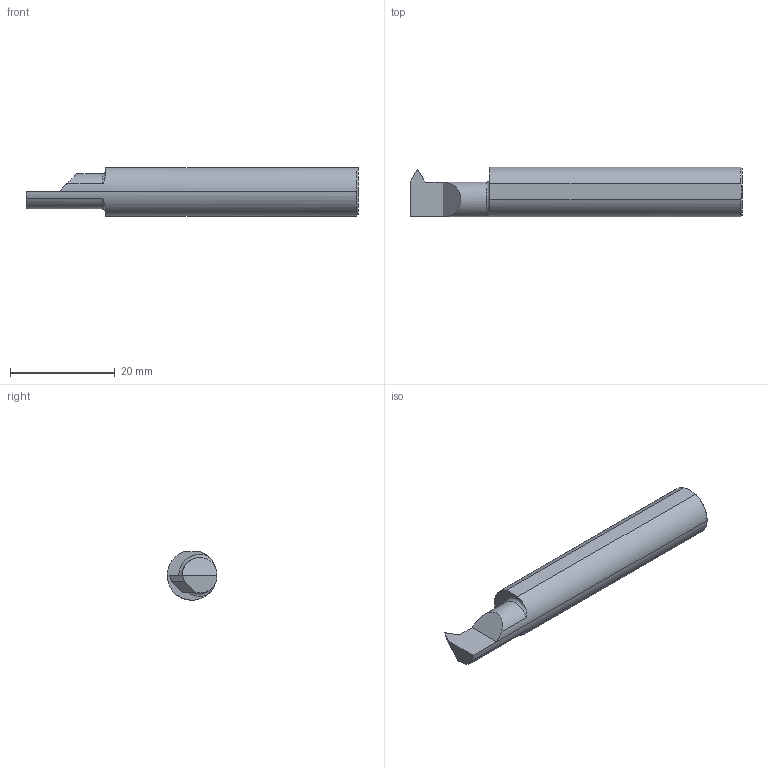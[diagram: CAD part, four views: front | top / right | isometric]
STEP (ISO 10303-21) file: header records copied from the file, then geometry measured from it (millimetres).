
FILE_DESCRIPTION (( 'STEP AP203' ), '1' );
FILE_NAME ('231900-LHTT360500.STEP', '2025-01-28T18:32:34', ( '' ), ( '' ), 'SwSTEP 2.0', 'SolidWorks 2024', '' );
FILE_SCHEMA (( 'CONFIG_CONTROL_DESIGN' ));
Length unit declared in the file: inch
Products named in the file (1): 231900-LHTT360500
Bounding box: 63.5 x 9.52 x 9.26 mm (x, y, z)
Volume: 3822 mm3; surface area: 1872.2 mm2
Topology: 1 solids, 1 shells, 26 faces, 64 edges, 40 vertices
Faces by surface type: plane 18, cylinder 4, cone 3, torus 1
Entity records: 867 total; most frequent: CARTESIAN_POINT 178, ORIENTED_EDGE 128, DIRECTION 125, EDGE_CURVE 64, LINE 43, VECTOR 43, AXIS2_PLACEMENT_3D 41, VERTEX_POINT 40
